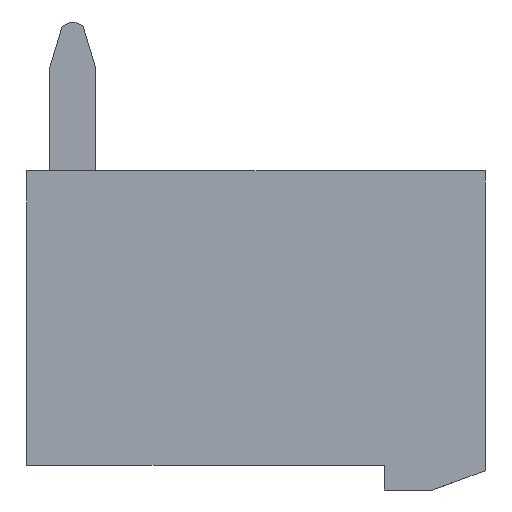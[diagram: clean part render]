
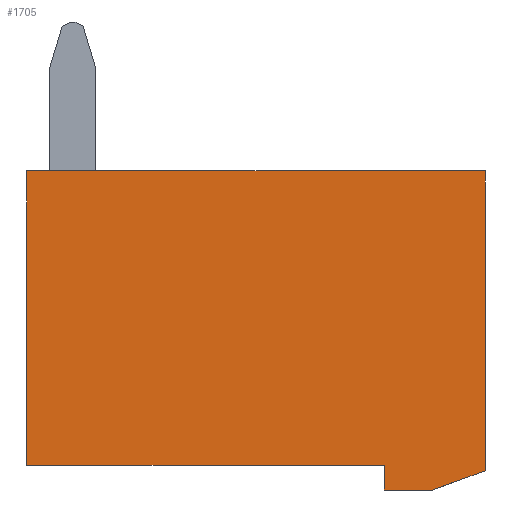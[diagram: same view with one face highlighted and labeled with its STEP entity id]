
A CAD part, front view. The second image highlights one B-rep face of the part: STEP entity #1705.
In plain terms, the highlighted planar face has unit normal (0, -1, 0).
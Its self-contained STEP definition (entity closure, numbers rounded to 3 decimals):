
#120 = DIRECTION ( 'NONE',  ( 0., 0., 1. ) ) ;
#222 = LINE ( 'NONE', #347, #5876 ) ;
#255 = ORIENTED_EDGE ( 'NONE', *, *, #3636, .T. ) ;
#347 = CARTESIAN_POINT ( 'NONE',  ( 7.8, 3.805, -0.54 ) ) ;
#369 = EDGE_CURVE ( 'NONE', #2400, #6407, #1974, .T. ) ;
#582 = VECTOR ( 'NONE', #3526, 1000. ) ;
#719 = LINE ( 'NONE', #7109, #5393 ) ;
#784 = VERTEX_POINT ( 'NONE', #900 ) ;
#818 = PLANE ( 'NONE',  #7514 ) ;
#900 = CARTESIAN_POINT ( 'NONE',  ( 10., 3.805, -0.12 ) ) ;
#1006 = CARTESIAN_POINT ( 'NONE',  ( 8.85, 3.805, -0.54 ) ) ;
#1040 = DIRECTION ( 'NONE',  ( 0.939, 0., 0.343 ) ) ;
#1186 = CARTESIAN_POINT ( 'NONE',  ( 0., 3.805, 0. ) ) ;
#1220 = VERTEX_POINT ( 'NONE', #5898 ) ;
#1331 = EDGE_CURVE ( 'NONE', #3518, #1220, #2974, .T. ) ;
#1408 = VECTOR ( 'NONE', #120, 1000. ) ;
#1602 = VECTOR ( 'NONE', #1921, 1000. ) ;
#1628 = DIRECTION ( 'NONE',  ( 0., -1., 0. ) ) ;
#1635 = DIRECTION ( 'NONE',  ( 0., 0., -1. ) ) ;
#1705 = ADVANCED_FACE ( 'NONE', ( #4696 ), #818, .T. ) ;
#1921 = DIRECTION ( 'NONE',  ( 0., 0., -1. ) ) ;
#1974 = LINE ( 'NONE', #3451, #582 ) ;
#2063 = CARTESIAN_POINT ( 'NONE',  ( 0., 3.805, 0. ) ) ;
#2073 = CARTESIAN_POINT ( 'NONE',  ( 10., 3.805, 6.42 ) ) ;
#2080 = EDGE_CURVE ( 'NONE', #1220, #2400, #5254, .T. ) ;
#2400 = VERTEX_POINT ( 'NONE', #3117 ) ;
#2974 = LINE ( 'NONE', #6052, #1602 ) ;
#3117 = CARTESIAN_POINT ( 'NONE',  ( 7.8, 3.805, 0. ) ) ;
#3274 = EDGE_LOOP ( 'NONE', ( #5456, #255, #4642, #4165, #5751, #7538, #3634 ) ) ;
#3281 = DIRECTION ( 'NONE',  ( 1., 0., 0. ) ) ;
#3338 = VERTEX_POINT ( 'NONE', #1006 ) ;
#3451 = CARTESIAN_POINT ( 'NONE',  ( 7.8, 3.805, 0. ) ) ;
#3510 = DIRECTION ( 'NONE',  ( 1., 0., 0. ) ) ;
#3518 = VERTEX_POINT ( 'NONE', #3544 ) ;
#3526 = DIRECTION ( 'NONE',  ( 0., 0., -1. ) ) ;
#3544 = CARTESIAN_POINT ( 'NONE',  ( 0., 3.805, 6.42 ) ) ;
#3634 = ORIENTED_EDGE ( 'NONE', *, *, #6377, .T. ) ;
#3636 = EDGE_CURVE ( 'NONE', #4495, #3518, #719, .T. ) ;
#3694 = VECTOR ( 'NONE', #3510, 1000. ) ;
#3878 = EDGE_CURVE ( 'NONE', #6407, #3338, #222, .T. ) ;
#3996 = CARTESIAN_POINT ( 'NONE',  ( 7.8, 3.805, -0.54 ) ) ;
#4165 = ORIENTED_EDGE ( 'NONE', *, *, #2080, .T. ) ;
#4271 = EDGE_CURVE ( 'NONE', #784, #4495, #6056, .T. ) ;
#4495 = VERTEX_POINT ( 'NONE', #2073 ) ;
#4642 = ORIENTED_EDGE ( 'NONE', *, *, #1331, .T. ) ;
#4696 = FACE_OUTER_BOUND ( 'NONE', #3274, .T. ) ;
#5254 = LINE ( 'NONE', #1186, #3694 ) ;
#5393 = VECTOR ( 'NONE', #6514, 1000. ) ;
#5456 = ORIENTED_EDGE ( 'NONE', *, *, #4271, .T. ) ;
#5573 = VECTOR ( 'NONE', #1040, 1000. ) ;
#5720 = CARTESIAN_POINT ( 'NONE',  ( 8.85, 3.805, -0.54 ) ) ;
#5751 = ORIENTED_EDGE ( 'NONE', *, *, #369, .T. ) ;
#5760 = LINE ( 'NONE', #5720, #5573 ) ;
#5876 = VECTOR ( 'NONE', #3281, 1000. ) ;
#5898 = CARTESIAN_POINT ( 'NONE',  ( 0., 3.805, 0. ) ) ;
#6052 = CARTESIAN_POINT ( 'NONE',  ( 0., 3.805, 6.42 ) ) ;
#6056 = LINE ( 'NONE', #7075, #1408 ) ;
#6377 = EDGE_CURVE ( 'NONE', #3338, #784, #5760, .T. ) ;
#6407 = VERTEX_POINT ( 'NONE', #3996 ) ;
#6514 = DIRECTION ( 'NONE',  ( -1., 0., 0. ) ) ;
#7075 = CARTESIAN_POINT ( 'NONE',  ( 10., 3.805, -0.12 ) ) ;
#7109 = CARTESIAN_POINT ( 'NONE',  ( 10., 3.805, 6.42 ) ) ;
#7514 = AXIS2_PLACEMENT_3D ( 'NONE', #2063, #1628, #1635 ) ;
#7538 = ORIENTED_EDGE ( 'NONE', *, *, #3878, .T. ) ;
